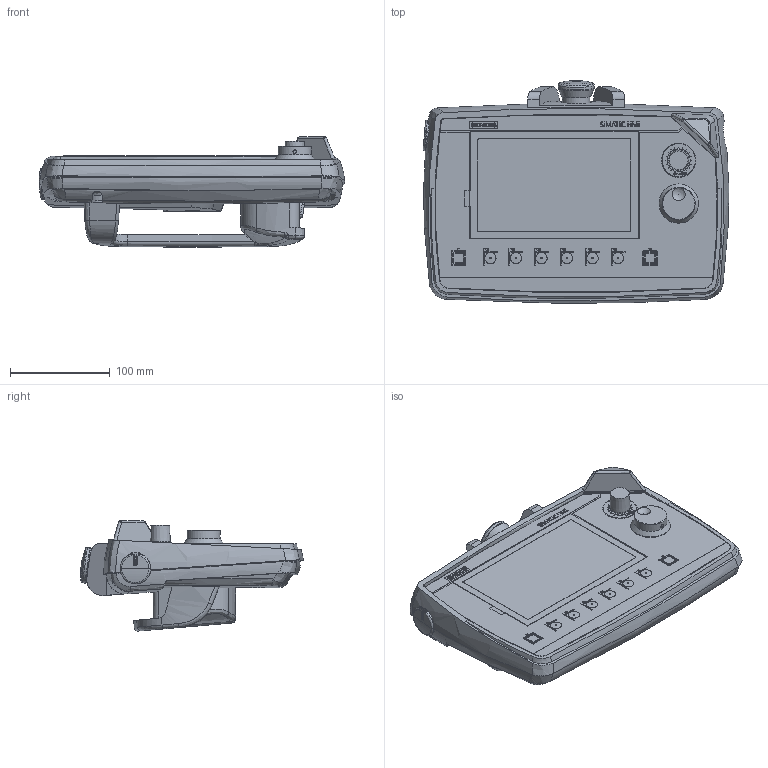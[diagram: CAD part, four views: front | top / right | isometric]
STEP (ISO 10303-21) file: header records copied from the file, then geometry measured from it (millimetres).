
FILE_DESCRIPTION(/* description */ (''),/* implementation_level */ '2;1');
FILE_NAME(/* name */ '6AV2145-8GB01-0AA0_3d.stp',/* time_stamp */ '2019-07-04T10:02:18+02:00',/* author */ ('Naepfel'),/* organization */ ('Siemens'),/* preprocessor_version */ 'ST-DEVELOPER v16.7',/* originating_system */ 'SIEMENS PLM Software NX 12.0',/* authorisation */ '');
FILE_SCHEMA (('AUTOMOTIVE_DESIGN { 1 0 10303 214 3 1 1 1 }'));
Products named in the file (5): A5E47864065A_001; A5E47837480A_001; A5E47837244A_001; A5E47863976A_001; A5E47863972A_001
Assembly tree (4 placements, depth 2):
  A5E47863972A_001
    A5E47863976A_001
    A5E47837244A_001
    A5E47837480A_001
    A5E47864065A_001
Bounding box: 306.68 x 223.7 x 110.56 mm (x, y, z)
Volume: 2661767.5 mm3; surface area: 259313.2 mm2
Topology: 3 solids, 101 shells, 1421 faces, 4340 edges, 3128 vertices
Faces by surface type: plane 877, cylinder 241, bspline 109, extrusion 75, torus 64, cone 32, sphere 16, revolution 7
Full cylindrical faces by diameter (mm): 1.5 x6, 2.8 x4, 3.5 x1, 6 x1, 6.5 x4, 12.5 x1, 14.65 x1, 15 x1, 23.3 x1, 27.65 x1, 27.9 x1, 28.3 x2, 28.5 x1, 29 x1, 33 x1, 33.5 x1, 34.5 x1, 36 x1, 39.4 x1
Entity records: 68299 total; most frequent: CARTESIAN_POINT 21138, ORIENTED_EDGE 7554, DIRECTION 6681, EDGE_CURVE 4227, VERTEX_POINT 3094, VECTOR 2854, LINE 2779, AXIS2_PLACEMENT_3D 1910
